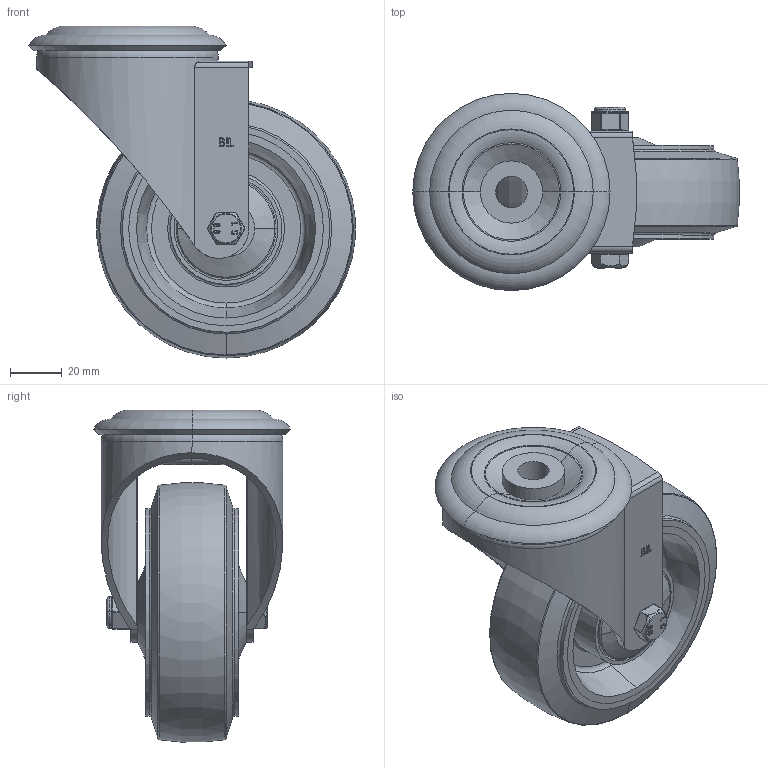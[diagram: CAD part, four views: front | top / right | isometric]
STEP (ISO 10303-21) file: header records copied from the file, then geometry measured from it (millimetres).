
FILE_DESCRIPTION(('STEP AP214'),'1');
FILE_NAME('BZMM100SRNBJBH12.STEP','2022-11-25T12:52:09',(' '),(' '),'Spatial InterOp 3D',' ',' ');
FILE_SCHEMA(('AUTOMOTIVE_DESIGN { 1 0 10303 214 1 1 1 1 }'));
Length unit declared in the file: metre
Products named in the file (25): BZMM100ASBH12 422; ZINC PLATED PRESSED STEEL HEAD; ZINC PLATED, PRESSED STEEL FORKS; BZMM100ASBH12 42; BZMM100SRNBJBH12; BZMM100WSRNBJ; 65 SHORE A ELASTIC RUBBER TYRE; NYLON RIM; BEARING 6202; METAL; METAL2; Pattern; Component1; MIDDLE; RUBBER; RUBBER2; HUBCAPM8X42RN; NYLON CAP; HEXBOLTM8X55Z8.8; GRADE 8.8 ZINC PLATED BOLT; NYLOC NUT; NUT; RUBBER3; NYLOCM8Z
Assembly tree (32 placements, depth 5):
  BZMM100SRNBJBH12
    BZMM100ASBH12 42
      BZMM100ASBH12 422
        ZINC PLATED PRESSED STEEL HEAD
        ZINC PLATED, PRESSED STEEL FORKS
    BZMM100WSRNBJ
      65 SHORE A ELASTIC RUBBER TYRE
      NYLON RIM
      BEARING 6202
        METAL
        METAL2
        Pattern
          Component1  x8
        MIDDLE
        RUBBER
        RUBBER2
    HUBCAPM8X42RN
      NYLON CAP
    HUBCAPM8X42RN
      NYLON CAP
    HEXBOLTM8X55Z8.8
      GRADE 8.8 ZINC PLATED BOLT
    NYLOCM8Z
      NYLOC NUT
        NUT
        RUBBER3
Bounding box: 125.75 x 76 x 127.89 mm (x, y, z)
Volume: 242576.1 mm3; surface area: 120742.7 mm2
Topology: 22 solids, 22 shells, 932 faces, 2334 edges, 1479 vertices
Faces by surface type: cylinder 293, plane 257, extrusion 168, sphere 90, torus 74, cone 40, bspline 10
Entity records: 37218 total; most frequent: CARTESIAN_POINT 15525, ORIENTED_EDGE 4370, DIRECTION 4240, EDGE_CURVE 2185, AXIS2_PLACEMENT_3D 1634, VERTEX_POINT 1426, EDGE_LOOP 1033, VECTOR 972
